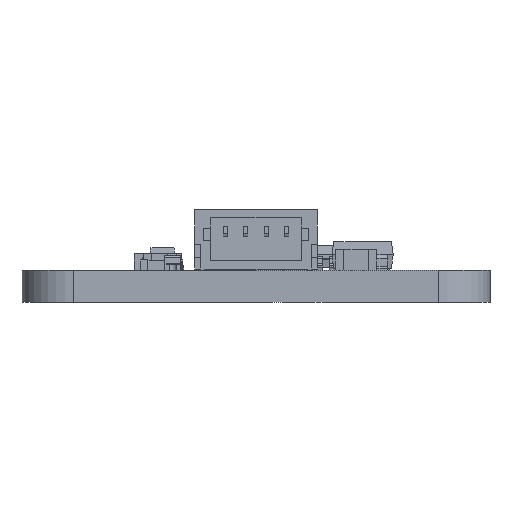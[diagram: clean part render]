
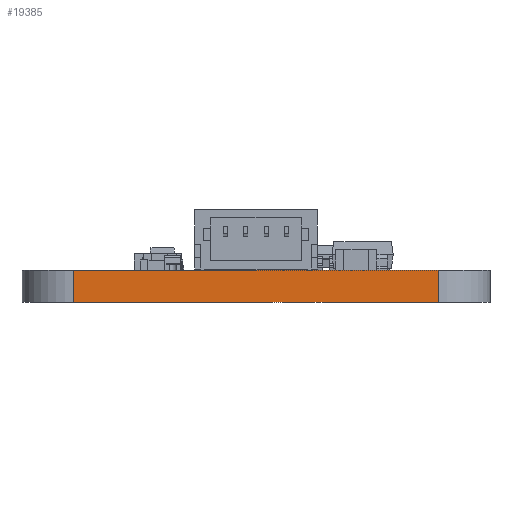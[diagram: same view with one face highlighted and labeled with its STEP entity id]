
A CAD part, left-side view. The second image highlights one B-rep face of the part: STEP entity #19385.
In plain terms, the highlighted planar face has unit normal (-1, 0, 0).
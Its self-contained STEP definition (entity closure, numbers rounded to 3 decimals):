
#305=PLANE('',#20731);
#1254=FACE_OUTER_BOUND('',#2331,.T.);
#2331=EDGE_LOOP('',(#13415,#13416,#13417,#13418));
#3542=LINE('',#27680,#5941);
#3543=LINE('',#27683,#5942);
#3544=LINE('',#27685,#5943);
#3545=LINE('',#27686,#5944);
#5941=VECTOR('',#22403,10.);
#5942=VECTOR('',#22406,10.);
#5943=VECTOR('',#22407,10.);
#5944=VECTOR('',#22408,10.);
#8736=VERTEX_POINT('',#27676);
#8737=VERTEX_POINT('',#27678);
#8738=VERTEX_POINT('',#27682);
#8739=VERTEX_POINT('',#27684);
#10602=EDGE_CURVE('',#8736,#8737,#3542,.T.);
#10603=EDGE_CURVE('',#8738,#8736,#3543,.T.);
#10604=EDGE_CURVE('',#8739,#8737,#3544,.T.);
#10605=EDGE_CURVE('',#8738,#8739,#3545,.T.);
#13415=ORIENTED_EDGE('',*,*,#10603,.T.);
#13416=ORIENTED_EDGE('',*,*,#10602,.T.);
#13417=ORIENTED_EDGE('',*,*,#10604,.F.);
#13418=ORIENTED_EDGE('',*,*,#10605,.F.);
#19385=ADVANCED_FACE('',(#1254),#305,.T.);
#20731=AXIS2_PLACEMENT_3D('',#27681,#22404,#22405);
#22403=DIRECTION('',(0.,0.,1.));
#22404=DIRECTION('center_axis',(-1.,0.,0.));
#22405=DIRECTION('ref_axis',(0.,-1.,0.));
#22406=DIRECTION('',(0.,-1.,0.));
#22407=DIRECTION('',(0.,-1.,0.));
#22408=DIRECTION('',(0.,0.,1.));
#27676=CARTESIAN_POINT('',(0.,2.54,0.));
#27678=CARTESIAN_POINT('',(0.,2.54,1.57));
#27680=CARTESIAN_POINT('',(0.,2.54,0.));
#27681=CARTESIAN_POINT('Origin',(0.,20.32,0.));
#27682=CARTESIAN_POINT('',(0.,20.32,0.));
#27683=CARTESIAN_POINT('',(0.,20.32,0.));
#27684=CARTESIAN_POINT('',(0.,20.32,1.57));
#27685=CARTESIAN_POINT('',(0.,20.32,1.57));
#27686=CARTESIAN_POINT('',(0.,20.32,0.));
